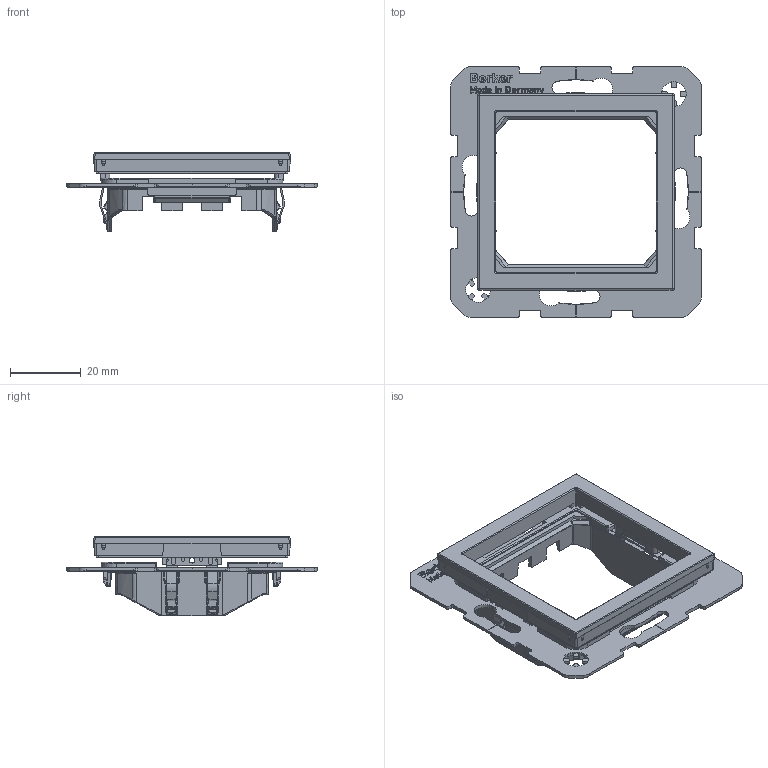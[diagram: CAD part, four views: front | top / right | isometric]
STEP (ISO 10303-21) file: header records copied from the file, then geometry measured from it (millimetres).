
FILE_DESCRIPTION((''),'2;1');
FILE_NAME('WAF7091_GEN_ASM','2025-03-19T08:38:55',('andolfs'),(''),'CREO PARAMETRIC BY PTC INC, 2023154','CREO PARAMETRIC BY PTC INC, 2023154','');
FILE_SCHEMA(('CONFIG_CONTROL_DESIGN','SHAPE_APPEARANCE_LAYERS_GROUPS'));
Products named in the file (8): W4G0164_18; W1A2243_GEN; W4H0293_18; W1B0279_00; 9204408000; W2B0079_00_ASM; W1G0192_00; WAF7091_GEN_ASM
Assembly tree (8 placements, depth 3):
  WAF7091_GEN_ASM
    W4G0164_18
    W1A2243_GEN
    W2B0079_00_ASM
      W4H0293_18
      W1B0279_00
      9204408000
    W1G0192_00  x2
Bounding box: 70.85 x 70.85 x 22.65 mm (x, y, z)
Volume: 9714.5 mm3; surface area: 17189.2 mm2
Topology: 5 solids, 5 shells, 2580 faces, 6764 edges, 4240 vertices
Faces by surface type: plane 1305, cylinder 822, bspline 336, torus 48, sphere 47, cone 20, extrusion 2
Entity records: 107018 total; most frequent: CARTESIAN_POINT 34772, ORIENTED_EDGE 13072, DIRECTION 11163, EDGE_CURVE 6536, VECTOR 4199, LINE 4197, VERTEX_POINT 4100, AXIS2_PLACEMENT_3D 3482
